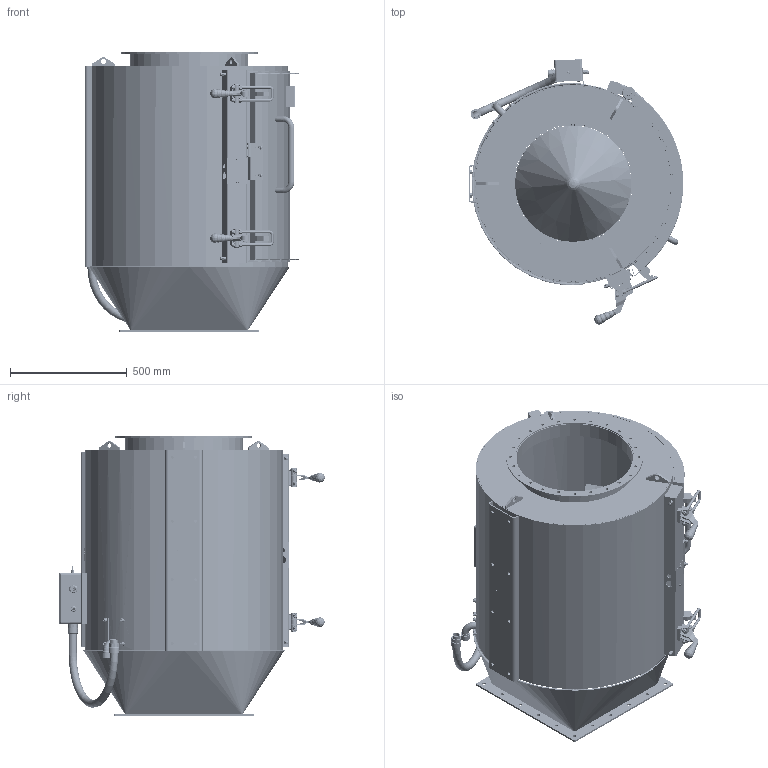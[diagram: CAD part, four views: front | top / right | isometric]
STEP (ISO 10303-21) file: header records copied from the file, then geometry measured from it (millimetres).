
FILE_DESCRIPTION(/* description */ (''),/* implementation_level */ '2;1');
FILE_NAME(/* name */ 'SPAE000066 A Customer.stp',/* time_stamp */ '2014-08-27T12:14:33+02:00',/* author */ ('bs'),/* organization */ (''),/* preprocessor_version */ 'ST-DEVELOPER v15.2',/* originating_system */ 'Autodesk Inventor 2014',/* authorisation */ '');
FILE_SCHEMA (('AUTOMOTIVE_DESIGN { 1 0 10303 214 3 1 1 }'));
Products named in the file (1): SPAE000066 A Customer
Bounding box: 920.11 x 1139.13 x 1199.65 mm (x, y, z)
Volume: 89102303.4 mm3; surface area: 13414404.2 mm2
Topology: 55 solids, 231 shells, 10658 faces, 27075 edges, 17332 vertices
Faces by surface type: plane 6521, bspline 1751, cylinder 1400, cone 672, torus 282, sphere 32
Full cylindrical faces by diameter (mm): 2 x8, 2.459 x2, 3 x6, 3.242 x6, 3.3 x2, 3.5 x4, 4 x23, 4.5 x22, 4.917 x11, 5.459 x4, 5.5 x4, 5.6 x6, 6 x26, 6.4 x9, 6.5 x6, 7.5 x4, 8 x18, 8.4 x4, 10 x24, 10.106 x20, 10.5 x4, 10.8 x1, 11.053 x3, 11.5 x16, 11.6 x4, 12 x45, 12.4 x1, 13 x14, 13.5 x18, 14 x33
Entity records: 343456 total; most frequent: CARTESIAN_POINT 94197, ORIENTED_EDGE 51738, DIRECTION 43068, EDGE_CURVE 25803, VERTEX_POINT 16959, LINE 16556, VECTOR 16556, AXIS2_PLACEMENT_3D 13256
